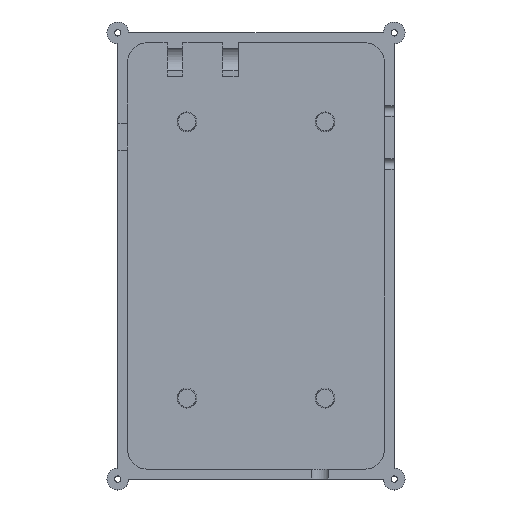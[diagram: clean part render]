
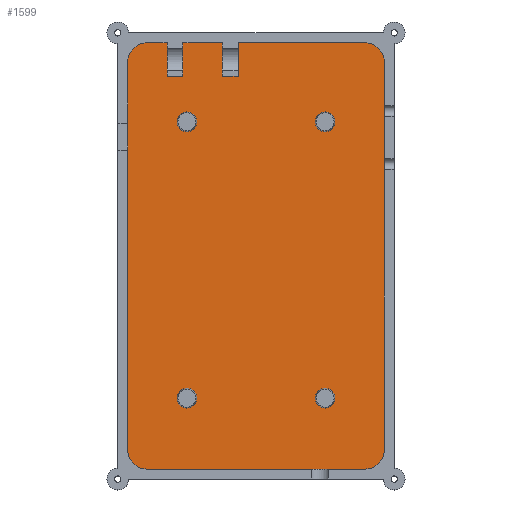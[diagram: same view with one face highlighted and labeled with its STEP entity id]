
A CAD part, top view. The second image highlights one B-rep face of the part: STEP entity #1599.
In plain terms, the highlighted planar face has unit normal (0, 0, 1).
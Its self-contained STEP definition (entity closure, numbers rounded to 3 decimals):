
#546 = VERTEX_POINT('',#547);
#547 = CARTESIAN_POINT('',(32.5,-105.5,2.5));
#553 = EDGE_CURVE('',#546,#554,#556,.T.);
#554 = VERTEX_POINT('',#555);
#555 = CARTESIAN_POINT('',(32.5,-7.5,2.5));
#556 = LINE('',#557,#558);
#557 = CARTESIAN_POINT('',(32.5,-105.5,2.5));
#558 = VECTOR('',#559,1.);
#559 = DIRECTION('',(0.,1.,0.));
#593 = EDGE_CURVE('',#554,#594,#596,.T.);
#594 = VERTEX_POINT('',#595);
#595 = CARTESIAN_POINT('',(27.5,-2.5,2.5));
#596 = CIRCLE('',#597,5.);
#597 = AXIS2_PLACEMENT_3D('',#598,#599,#600);
#598 = CARTESIAN_POINT('',(27.5,-7.5,2.5));
#599 = DIRECTION('',(0.,0.,1.));
#600 = DIRECTION('',(1.,0.,0.));
#619 = EDGE_CURVE('',#594,#620,#622,.T.);
#620 = VERTEX_POINT('',#621);
#621 = CARTESIAN_POINT('',(-4.5,-2.5,2.5));
#622 = LINE('',#623,#624);
#623 = CARTESIAN_POINT('',(27.5,-2.5,2.5));
#624 = VECTOR('',#625,1.);
#625 = DIRECTION('',(-1.,0.,0.));
#641 = EDGE_CURVE('',#642,#620,#644,.T.);
#642 = VERTEX_POINT('',#643);
#643 = CARTESIAN_POINT('',(-4.5,-11.,2.5));
#644 = LINE('',#645,#646);
#645 = CARTESIAN_POINT('',(-4.5,-11.,2.5));
#646 = VECTOR('',#647,1.);
#647 = DIRECTION('',(0.,1.,0.));
#738 = EDGE_CURVE('',#739,#741,#743,.T.);
#739 = VERTEX_POINT('',#740);
#740 = CARTESIAN_POINT('',(-8.5,-2.5,2.5));
#741 = VERTEX_POINT('',#742);
#742 = CARTESIAN_POINT('',(-8.5,-11.,2.5));
#743 = LINE('',#744,#745);
#744 = CARTESIAN_POINT('',(-8.5,-2.5,2.5));
#745 = VECTOR('',#746,1.);
#746 = DIRECTION('',(0.,-1.,0.));
#813 = EDGE_CURVE('',#739,#814,#816,.T.);
#814 = VERTEX_POINT('',#815);
#815 = CARTESIAN_POINT('',(-18.5,-2.5,2.5));
#816 = LINE('',#817,#818);
#817 = CARTESIAN_POINT('',(27.5,-2.5,2.5));
#818 = VECTOR('',#819,1.);
#819 = DIRECTION('',(-1.,0.,0.));
#835 = EDGE_CURVE('',#836,#814,#838,.T.);
#836 = VERTEX_POINT('',#837);
#837 = CARTESIAN_POINT('',(-18.5,-11.,2.5));
#838 = LINE('',#839,#840);
#839 = CARTESIAN_POINT('',(-18.5,-11.,2.5));
#840 = VECTOR('',#841,1.);
#841 = DIRECTION('',(0.,1.,0.));
#932 = EDGE_CURVE('',#933,#935,#937,.T.);
#933 = VERTEX_POINT('',#934);
#934 = CARTESIAN_POINT('',(-22.5,-2.5,2.5));
#935 = VERTEX_POINT('',#936);
#936 = CARTESIAN_POINT('',(-22.5,-11.,2.5));
#937 = LINE('',#938,#939);
#938 = CARTESIAN_POINT('',(-22.5,-2.5,2.5));
#939 = VECTOR('',#940,1.);
#940 = DIRECTION('',(0.,-1.,0.));
#1007 = EDGE_CURVE('',#933,#1008,#1010,.T.);
#1008 = VERTEX_POINT('',#1009);
#1009 = CARTESIAN_POINT('',(-27.5,-2.5,2.5));
#1010 = LINE('',#1011,#1012);
#1011 = CARTESIAN_POINT('',(27.5,-2.5,2.5));
#1012 = VECTOR('',#1013,1.);
#1013 = DIRECTION('',(-1.,0.,0.));
#1030 = EDGE_CURVE('',#1008,#1031,#1033,.T.);
#1031 = VERTEX_POINT('',#1032);
#1032 = CARTESIAN_POINT('',(-32.5,-7.5,2.5));
#1033 = CIRCLE('',#1034,5.);
#1034 = AXIS2_PLACEMENT_3D('',#1035,#1036,#1037);
#1035 = CARTESIAN_POINT('',(-27.5,-7.5,2.5));
#1036 = DIRECTION('',(0.,0.,1.));
#1037 = DIRECTION('',(1.,0.,0.));
#1056 = EDGE_CURVE('',#1031,#1057,#1059,.T.);
#1057 = VERTEX_POINT('',#1058);
#1058 = CARTESIAN_POINT('',(-32.5,-105.5,2.5));
#1059 = LINE('',#1060,#1061);
#1060 = CARTESIAN_POINT('',(-32.5,-7.5,2.5));
#1061 = VECTOR('',#1062,1.);
#1062 = DIRECTION('',(0.,-1.,0.));
#1599 = ADVANCED_FACE('',(#1600,#1649,#1660,#1671,#1682),#1693,.T.);
#1600 = FACE_BOUND('',#1601,.T.);
#1601 = EDGE_LOOP('',(#1602,#1611,#1619,#1626,#1627,#1628,#1629,#1630,
    #1636,#1637,#1638,#1639,#1645,#1646,#1647,#1648));
#1602 = ORIENTED_EDGE('',*,*,#1603,.T.);
#1603 = EDGE_CURVE('',#1057,#1604,#1606,.T.);
#1604 = VERTEX_POINT('',#1605);
#1605 = CARTESIAN_POINT('',(-27.5,-110.5,2.5));
#1606 = CIRCLE('',#1607,5.);
#1607 = AXIS2_PLACEMENT_3D('',#1608,#1609,#1610);
#1608 = CARTESIAN_POINT('',(-27.5,-105.5,2.5));
#1609 = DIRECTION('',(0.,0.,1.));
#1610 = DIRECTION('',(1.,0.,0.));
#1611 = ORIENTED_EDGE('',*,*,#1612,.T.);
#1612 = EDGE_CURVE('',#1604,#1613,#1615,.T.);
#1613 = VERTEX_POINT('',#1614);
#1614 = CARTESIAN_POINT('',(27.5,-110.5,2.5));
#1615 = LINE('',#1616,#1617);
#1616 = CARTESIAN_POINT('',(-27.5,-110.5,2.5));
#1617 = VECTOR('',#1618,1.);
#1618 = DIRECTION('',(1.,0.,0.));
#1619 = ORIENTED_EDGE('',*,*,#1620,.T.);
#1620 = EDGE_CURVE('',#1613,#546,#1621,.T.);
#1621 = CIRCLE('',#1622,5.);
#1622 = AXIS2_PLACEMENT_3D('',#1623,#1624,#1625);
#1623 = CARTESIAN_POINT('',(27.5,-105.5,2.5));
#1624 = DIRECTION('',(0.,0.,1.));
#1625 = DIRECTION('',(1.,0.,0.));
#1626 = ORIENTED_EDGE('',*,*,#553,.T.);
#1627 = ORIENTED_EDGE('',*,*,#593,.T.);
#1628 = ORIENTED_EDGE('',*,*,#619,.T.);
#1629 = ORIENTED_EDGE('',*,*,#641,.F.);
#1630 = ORIENTED_EDGE('',*,*,#1631,.F.);
#1631 = EDGE_CURVE('',#741,#642,#1632,.T.);
#1632 = LINE('',#1633,#1634);
#1633 = CARTESIAN_POINT('',(-8.5,-11.,2.5));
#1634 = VECTOR('',#1635,1.);
#1635 = DIRECTION('',(1.,0.,0.));
#1636 = ORIENTED_EDGE('',*,*,#738,.F.);
#1637 = ORIENTED_EDGE('',*,*,#813,.T.);
#1638 = ORIENTED_EDGE('',*,*,#835,.F.);
#1639 = ORIENTED_EDGE('',*,*,#1640,.F.);
#1640 = EDGE_CURVE('',#935,#836,#1641,.T.);
#1641 = LINE('',#1642,#1643);
#1642 = CARTESIAN_POINT('',(-22.5,-11.,2.5));
#1643 = VECTOR('',#1644,1.);
#1644 = DIRECTION('',(1.,0.,0.));
#1645 = ORIENTED_EDGE('',*,*,#932,.F.);
#1646 = ORIENTED_EDGE('',*,*,#1007,.T.);
#1647 = ORIENTED_EDGE('',*,*,#1030,.T.);
#1648 = ORIENTED_EDGE('',*,*,#1056,.T.);
#1649 = FACE_BOUND('',#1650,.T.);
#1650 = EDGE_LOOP('',(#1651));
#1651 = ORIENTED_EDGE('',*,*,#1652,.F.);
#1652 = EDGE_CURVE('',#1653,#1653,#1655,.T.);
#1653 = VERTEX_POINT('',#1654);
#1654 = CARTESIAN_POINT('',(-15.,-92.5,2.5));
#1655 = CIRCLE('',#1656,2.5);
#1656 = AXIS2_PLACEMENT_3D('',#1657,#1658,#1659);
#1657 = CARTESIAN_POINT('',(-17.5,-92.5,2.5));
#1658 = DIRECTION('',(0.,0.,1.));
#1659 = DIRECTION('',(1.,0.,0.));
#1660 = FACE_BOUND('',#1661,.T.);
#1661 = EDGE_LOOP('',(#1662));
#1662 = ORIENTED_EDGE('',*,*,#1663,.F.);
#1663 = EDGE_CURVE('',#1664,#1664,#1666,.T.);
#1664 = VERTEX_POINT('',#1665);
#1665 = CARTESIAN_POINT('',(20.,-92.5,2.5));
#1666 = CIRCLE('',#1667,2.5);
#1667 = AXIS2_PLACEMENT_3D('',#1668,#1669,#1670);
#1668 = CARTESIAN_POINT('',(17.5,-92.5,2.5));
#1669 = DIRECTION('',(0.,0.,1.));
#1670 = DIRECTION('',(1.,0.,0.));
#1671 = FACE_BOUND('',#1672,.T.);
#1672 = EDGE_LOOP('',(#1673));
#1673 = ORIENTED_EDGE('',*,*,#1674,.F.);
#1674 = EDGE_CURVE('',#1675,#1675,#1677,.T.);
#1675 = VERTEX_POINT('',#1676);
#1676 = CARTESIAN_POINT('',(-15.,-22.5,2.5));
#1677 = CIRCLE('',#1678,2.5);
#1678 = AXIS2_PLACEMENT_3D('',#1679,#1680,#1681);
#1679 = CARTESIAN_POINT('',(-17.5,-22.5,2.5));
#1680 = DIRECTION('',(0.,0.,1.));
#1681 = DIRECTION('',(1.,0.,0.));
#1682 = FACE_BOUND('',#1683,.T.);
#1683 = EDGE_LOOP('',(#1684));
#1684 = ORIENTED_EDGE('',*,*,#1685,.F.);
#1685 = EDGE_CURVE('',#1686,#1686,#1688,.T.);
#1686 = VERTEX_POINT('',#1687);
#1687 = CARTESIAN_POINT('',(20.,-22.5,2.5));
#1688 = CIRCLE('',#1689,2.5);
#1689 = AXIS2_PLACEMENT_3D('',#1690,#1691,#1692);
#1690 = CARTESIAN_POINT('',(17.5,-22.5,2.5));
#1691 = DIRECTION('',(0.,0.,1.));
#1692 = DIRECTION('',(1.,0.,0.));
#1693 = PLANE('',#1694);
#1694 = AXIS2_PLACEMENT_3D('',#1695,#1696,#1697);
#1695 = CARTESIAN_POINT('',(0.,-56.5,2.5));
#1696 = DIRECTION('',(0.,0.,1.));
#1697 = DIRECTION('',(1.,0.,0.));
